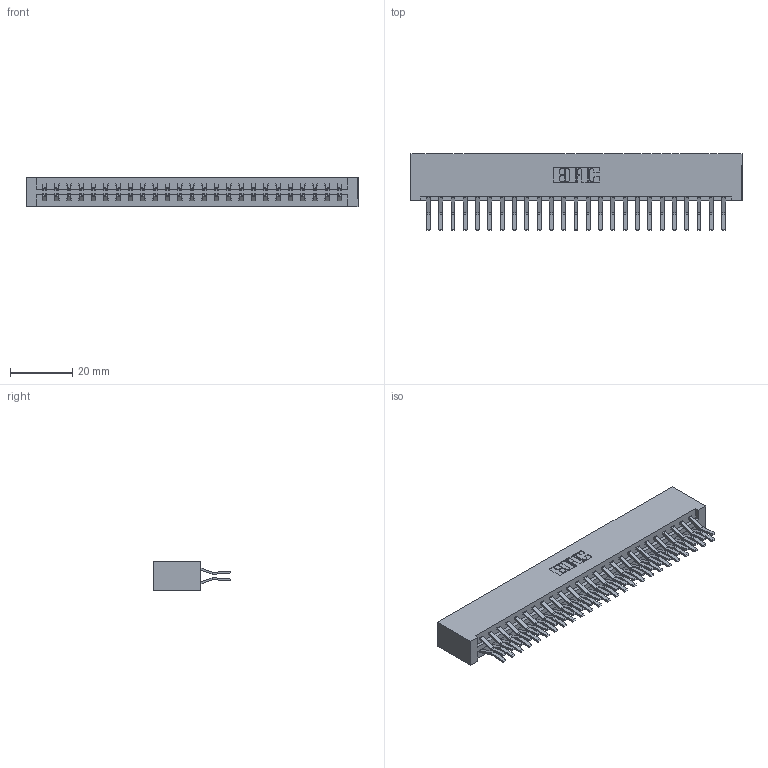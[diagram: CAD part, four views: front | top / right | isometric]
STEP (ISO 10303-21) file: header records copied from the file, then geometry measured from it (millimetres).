
FILE_DESCRIPTION (( 'STEP AP203' ), '1' );
FILE_NAME ('337-050-560-201.STEP', '2018-08-09T21:52:25', ( '' ), ( '' ), 'SwSTEP 2.0', 'SolidWorks 2016', '' );
FILE_SCHEMA (( 'CONFIG_CONTROL_DESIGN' ));
Length unit declared in the file: inch
Products named in the file (3): 337 Part_No Mounting Lugs; 345-292-001_560 Tail; 337-050-560-201
Assembly tree (51 placements, depth 2):
  337-050-560-201
    337 Part_No Mounting Lugs
    345-292-001_560 Tail  x50
Bounding box: 106.93 x 24.78 x 9.4 mm (x, y, z)
Volume: 12131.7 mm3; surface area: 14554.4 mm2
Topology: 51 solids, 51 shells, 2906 faces, 8637 edges, 5690 vertices
Faces by surface type: plane 1966, cylinder 940
Entity records: 21393 total; most frequent: CARTESIAN_POINT 3618, ORIENTED_EDGE 3554, DIRECTION 3105, EDGE_CURVE 1777, LINE 1653, VECTOR 1653, VERTEX_POINT 1182, AXIS2_PLACEMENT_3D 726
